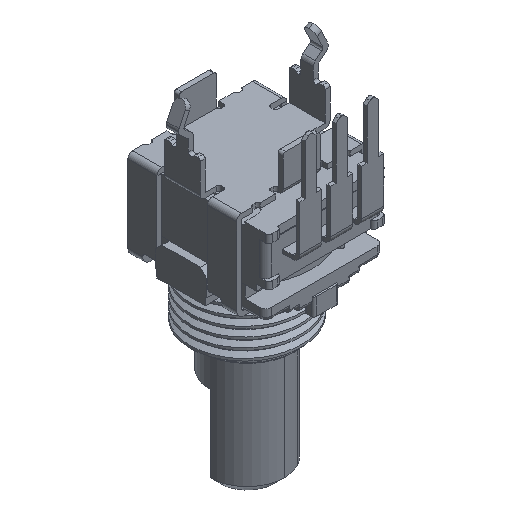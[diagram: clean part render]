
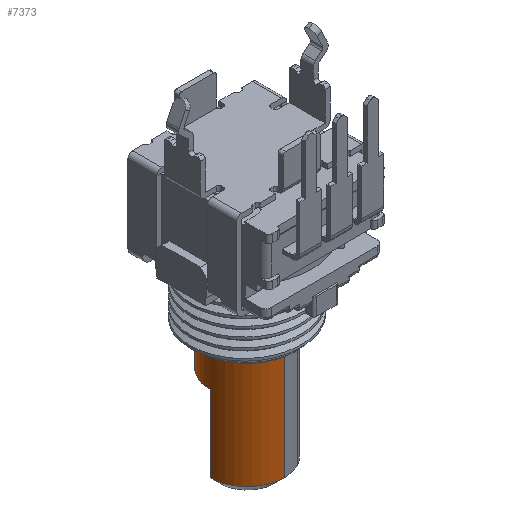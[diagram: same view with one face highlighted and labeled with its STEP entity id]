
A CAD part, isometric view. The second image highlights one B-rep face of the part: STEP entity #7373.
In plain terms, the highlighted cylindrical face has radius 3 mm (diameter 6 mm), a partial arc.
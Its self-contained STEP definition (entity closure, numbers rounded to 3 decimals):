
#29 = LINE ( 'NONE', #2818, #13219 ) ;
#475 = EDGE_CURVE ( 'NONE', #7963, #9827, #7134, .T. ) ;
#1190 = ORIENTED_EDGE ( 'NONE', *, *, #17368, .T. ) ;
#1300 = VERTEX_POINT ( 'NONE', #4322 ) ;
#1632 = DIRECTION ( 'NONE',  ( 0., 0., 1. ) ) ;
#1814 = DIRECTION ( 'NONE',  ( 0., 0., 1. ) ) ;
#1939 = DIRECTION ( 'NONE',  ( 0., -1., 0. ) ) ;
#2818 = CARTESIAN_POINT ( 'NONE',  ( -1.5, 2.598, 13.754 ) ) ;
#3983 = VECTOR ( 'NONE', #16713, 1000. ) ;
#4231 = DIRECTION ( 'NONE',  ( 0., -1., 0. ) ) ;
#4322 = CARTESIAN_POINT ( 'NONE',  ( -3., 0., -16.7 ) ) ;
#4363 = CARTESIAN_POINT ( 'NONE',  ( 0., -3., -16.7 ) ) ;
#5035 = EDGE_CURVE ( 'NONE', #1300, #14867, #10368, .T. ) ;
#6390 = FACE_OUTER_BOUND ( 'NONE', #13535, .T. ) ;
#7134 = CIRCLE ( 'NONE', #17496, 3. ) ;
#7171 = LINE ( 'NONE', #15345, #3983 ) ;
#7373 = ADVANCED_FACE ( 'NONE', ( #6390 ), #11864, .T. ) ;
#7963 = VERTEX_POINT ( 'NONE', #9372 ) ;
#8384 = CARTESIAN_POINT ( 'NONE',  ( -1.5, 2.598, -7.5 ) ) ;
#9131 = ORIENTED_EDGE ( 'NONE', *, *, #11644, .T. ) ;
#9372 = CARTESIAN_POINT ( 'NONE',  ( -1.5, 2.598, -10.5 ) ) ;
#9448 = VERTEX_POINT ( 'NONE', #14198 ) ;
#9666 = AXIS2_PLACEMENT_3D ( 'NONE', #11947, #17394, #10362 ) ;
#9740 = CIRCLE ( 'NONE', #15476, 3. ) ;
#9827 = VERTEX_POINT ( 'NONE', #12407 ) ;
#10027 = DIRECTION ( 'NONE',  ( 0., -1., 0. ) ) ;
#10362 = DIRECTION ( 'NONE',  ( 0., -1., 0. ) ) ;
#10368 = CIRCLE ( 'NONE', #12925, 3. ) ;
#10560 = EDGE_CURVE ( 'NONE', #17343, #9448, #9740, .T. ) ;
#11257 = LINE ( 'NONE', #14047, #12303 ) ;
#11644 = EDGE_CURVE ( 'NONE', #14867, #9448, #7171, .T. ) ;
#11722 = EDGE_CURVE ( 'NONE', #7963, #17343, #29, .T. ) ;
#11769 = ORIENTED_EDGE ( 'NONE', *, *, #475, .T. ) ;
#11864 = CYLINDRICAL_SURFACE ( 'NONE', #9666, 3. ) ;
#11947 = CARTESIAN_POINT ( 'NONE',  ( 0., 0., 13.754 ) ) ;
#12303 = VECTOR ( 'NONE', #12505, 1000. ) ;
#12407 = CARTESIAN_POINT ( 'NONE',  ( -3., 0., -10.5 ) ) ;
#12505 = DIRECTION ( 'NONE',  ( 0., 0., -1. ) ) ;
#12800 = CARTESIAN_POINT ( 'NONE',  ( 0., 0., -7.5 ) ) ;
#12925 = AXIS2_PLACEMENT_3D ( 'NONE', #15511, #1632, #4231 ) ;
#13011 = CARTESIAN_POINT ( 'NONE',  ( 0., 0., -10.5 ) ) ;
#13219 = VECTOR ( 'NONE', #16529, 1000. ) ;
#13535 = EDGE_LOOP ( 'NONE', ( #14797, #9131, #17810, #17830, #11769, #1190 ) ) ;
#14047 = CARTESIAN_POINT ( 'NONE',  ( -3., 0., 13.754 ) ) ;
#14198 = CARTESIAN_POINT ( 'NONE',  ( 0., -3., -7.5 ) ) ;
#14453 = DIRECTION ( 'NONE',  ( 0., 0., 1. ) ) ;
#14797 = ORIENTED_EDGE ( 'NONE', *, *, #5035, .T. ) ;
#14867 = VERTEX_POINT ( 'NONE', #4363 ) ;
#15345 = CARTESIAN_POINT ( 'NONE',  ( 0., -3., 13.754 ) ) ;
#15476 = AXIS2_PLACEMENT_3D ( 'NONE', #12800, #1814, #10027 ) ;
#15511 = CARTESIAN_POINT ( 'NONE',  ( 0., 0., -16.7 ) ) ;
#16529 = DIRECTION ( 'NONE',  ( 0., 0., 1. ) ) ;
#16713 = DIRECTION ( 'NONE',  ( 0., 0., 1. ) ) ;
#17343 = VERTEX_POINT ( 'NONE', #8384 ) ;
#17368 = EDGE_CURVE ( 'NONE', #9827, #1300, #11257, .T. ) ;
#17394 = DIRECTION ( 'NONE',  ( 0., 0., 1. ) ) ;
#17496 = AXIS2_PLACEMENT_3D ( 'NONE', #13011, #14453, #1939 ) ;
#17810 = ORIENTED_EDGE ( 'NONE', *, *, #10560, .F. ) ;
#17830 = ORIENTED_EDGE ( 'NONE', *, *, #11722, .F. ) ;
